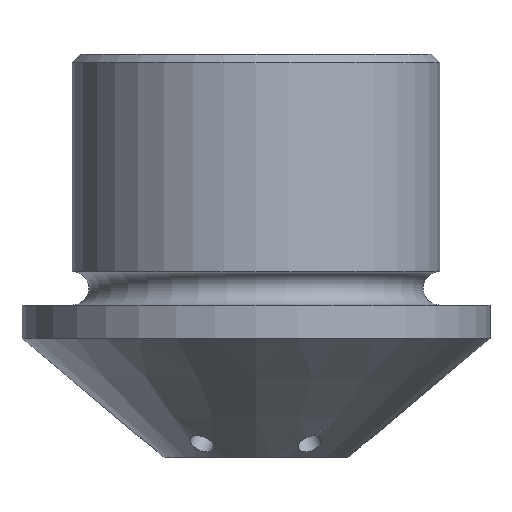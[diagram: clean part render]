
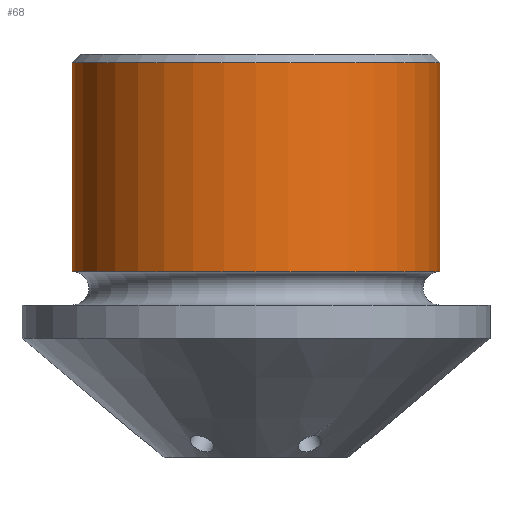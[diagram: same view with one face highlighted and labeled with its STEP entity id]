
A CAD part, front view. The second image highlights one B-rep face of the part: STEP entity #68.
In plain terms, the highlighted cylindrical face has radius 11 mm (diameter 22 mm), a full revolution.
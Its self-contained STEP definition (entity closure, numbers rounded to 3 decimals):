
#52=CYLINDRICAL_SURFACE('',#296,11.);
#68=ADVANCED_FACE('',(#110,#111),#52,.T.);
#110=FACE_BOUND('',#156,.T.);
#111=FACE_BOUND('',#157,.T.);
#156=EDGE_LOOP('',(#202));
#157=EDGE_LOOP('',(#203));
#202=ORIENTED_EDGE('',*,*,#263,.T.);
#203=ORIENTED_EDGE('',*,*,#262,.F.);
#239=VERTEX_POINT('',#1116);
#240=VERTEX_POINT('',#1119);
#262=EDGE_CURVE('',#239,#239,#273,.T.);
#263=EDGE_CURVE('',#240,#240,#274,.T.);
#273=CIRCLE('',#293,11.);
#274=CIRCLE('',#295,11.);
#293=AXIS2_PLACEMENT_3D('',#1115,#340,#341);
#295=AXIS2_PLACEMENT_3D('',#1118,#344,#345);
#296=AXIS2_PLACEMENT_3D('',#1120,#346,#347);
#340=DIRECTION('',(0.,0.,-1.));
#341=DIRECTION('',(-1.,0.,0.));
#344=DIRECTION('',(0.,0.,-1.));
#345=DIRECTION('',(1.,0.,0.));
#346=DIRECTION('',(0.,0.,-1.));
#347=DIRECTION('',(-1.,0.,0.));
#1115=CARTESIAN_POINT('',(0.,0.,11.132));
#1116=CARTESIAN_POINT('',(-11.,0.,11.132));
#1118=CARTESIAN_POINT('',(0.,0.,23.632));
#1119=CARTESIAN_POINT('',(11.,0.,23.632));
#1120=CARTESIAN_POINT('',(0.,0.,0.));
